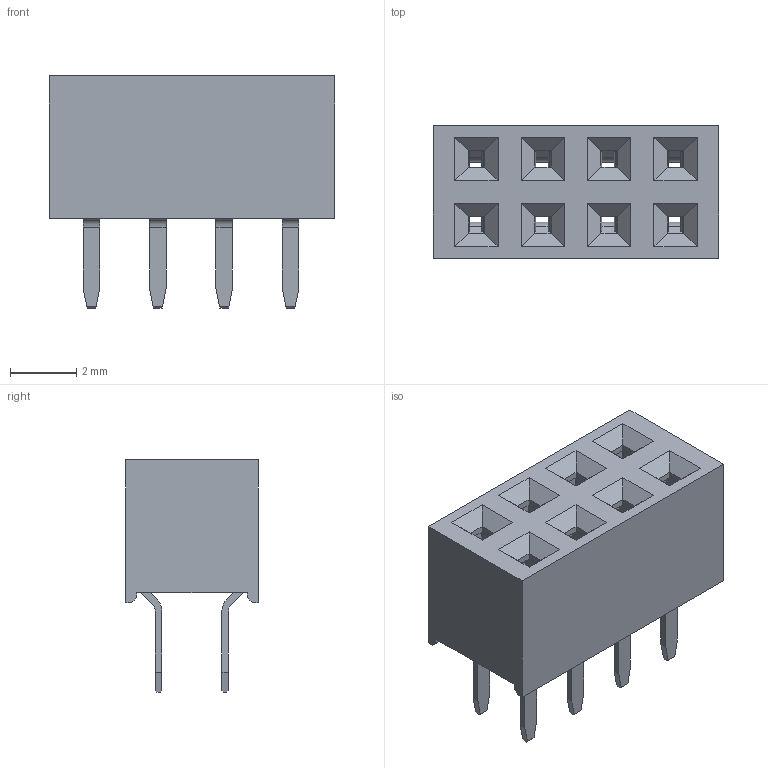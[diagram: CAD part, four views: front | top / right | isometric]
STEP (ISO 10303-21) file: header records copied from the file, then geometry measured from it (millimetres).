
FILE_DESCRIPTION(('STEP AP242'),'1');
FILE_NAME('62000821821.stp','2024-02-19T02:37:23',('TraceParts'),('TraceParts S.A.'),'Spatial InterOp 3D',' ',' ');
FILE_SCHEMA(('AP242_MANAGED_MODEL_BASED_3D_ENGINEERING_MIM_LF {1 0 10303 442 1 1 4}'));
Length unit declared in the file: millimetre
Products named in the file (1): 62000821821_1
Bounding box: 8.6 x 4 x 7 mm (x, y, z)
Volume: 102 mm3; surface area: 550.3 mm2
Topology: 9 solids, 9 shells, 956 faces, 2542 edges, 1604 vertices
Faces by surface type: plane 588, cylinder 336, bspline 32
Entity records: 29834 total; most frequent: CARTESIAN_POINT 5719, ORIENTED_EDGE 5084, DIRECTION 4952, EDGE_CURVE 2542, LINE 1870, VECTOR 1870, VERTEX_POINT 1604, AXIS2_PLACEMENT_3D 1541
